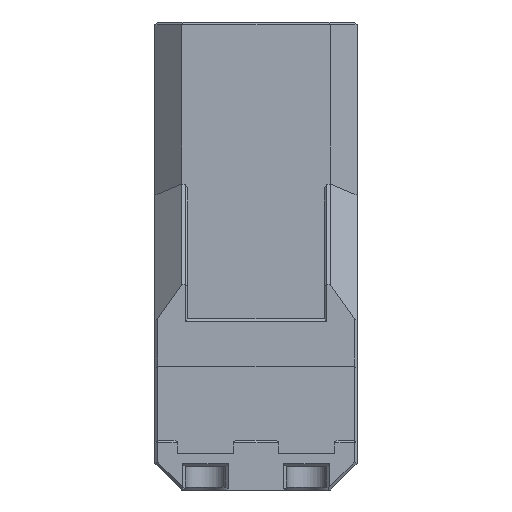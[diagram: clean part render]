
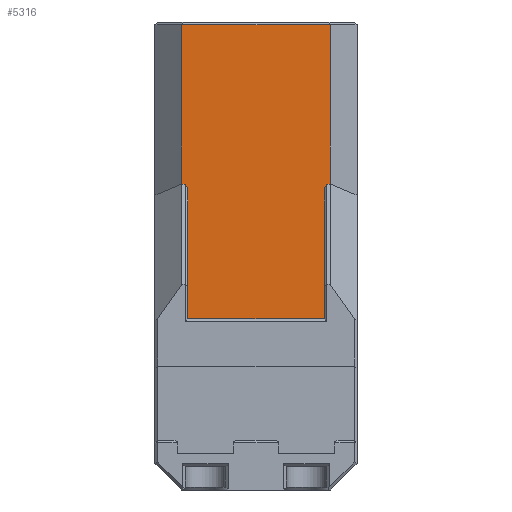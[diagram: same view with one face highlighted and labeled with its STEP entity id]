
A CAD part, front view. The second image highlights one B-rep face of the part: STEP entity #5316.
In plain terms, the highlighted planar face has unit normal (0, -1, 0).
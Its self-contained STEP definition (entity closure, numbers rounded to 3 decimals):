
#58 = LINE ( 'NONE', #2230, #5165 ) ;
#183 = CARTESIAN_POINT ( 'NONE',  ( 46.101, 36.405, 53.288 ) ) ;
#252 = LINE ( 'NONE', #3428, #6076 ) ;
#450 = EDGE_CURVE ( 'NONE', #6971, #6676, #6803, .T. ) ;
#712 = VECTOR ( 'NONE', #1990, 1000. ) ;
#741 = ORIENTED_EDGE ( 'NONE', *, *, #2056, .T. ) ;
#852 = CARTESIAN_POINT ( 'NONE',  ( 0., 36.402, 25.4 ) ) ;
#884 = DIRECTION ( 'NONE',  ( 0., 0., -1. ) ) ;
#1143 = LINE ( 'NONE', #5304, #2576 ) ;
#1222 = LINE ( 'NONE', #6460, #3364 ) ;
#1291 = CARTESIAN_POINT ( 'NONE',  ( 19., 36.404, 45.402 ) ) ;
#1536 = VECTOR ( 'NONE', #6640, 1000. ) ;
#1763 = PLANE ( 'NONE',  #6155 ) ;
#1823 = CARTESIAN_POINT ( 'NONE',  ( 19.875, 36.402, 25.4 ) ) ;
#1990 = DIRECTION ( 'NONE',  ( 1., 0., 0. ) ) ;
#2003 = ORIENTED_EDGE ( 'NONE', *, *, #6873, .T. ) ;
#2056 = EDGE_CURVE ( 'NONE', #2973, #5181, #4687, .T. ) ;
#2132 = EDGE_CURVE ( 'NONE', #4965, #5181, #3208, .T. ) ;
#2145 = CARTESIAN_POINT ( 'NONE',  ( 41., 36.407, 69.06 ) ) ;
#2230 = CARTESIAN_POINT ( 'NONE',  ( 45., 36.407, 69.06 ) ) ;
#2287 = FACE_OUTER_BOUND ( 'NONE', #3102, .T. ) ;
#2331 = CARTESIAN_POINT ( 'NONE',  ( 41., 36.404, 45.402 ) ) ;
#2424 = ORIENTED_EDGE ( 'NONE', *, *, #6747, .T. ) ;
#2448 = CARTESIAN_POINT ( 'NONE',  ( 40.125, 36.405, 54.067 ) ) ;
#2505 = CARTESIAN_POINT ( 'NONE',  ( 19., 36.405, 54.067 ) ) ;
#2512 = ORIENTED_EDGE ( 'NONE', *, *, #2132, .F. ) ;
#2576 = VECTOR ( 'NONE', #5973, 1000. ) ;
#2973 = VERTEX_POINT ( 'NONE', #6011 ) ;
#3102 = EDGE_LOOP ( 'NONE', ( #2003, #5841, #3563, #6559, #2424, #5467, #6551, #6872, #741, #2512 ) ) ;
#3196 = DIRECTION ( 'NONE',  ( 0., 0., 1. ) ) ;
#3208 = LINE ( 'NONE', #6482, #3774 ) ;
#3364 = VECTOR ( 'NONE', #5450, 1000. ) ;
#3395 = VERTEX_POINT ( 'NONE', #6203 ) ;
#3428 = CARTESIAN_POINT ( 'NONE',  ( 41., 36.405, 54.067 ) ) ;
#3543 = DIRECTION ( 'NONE',  ( 0., 0., -1. ) ) ;
#3563 = ORIENTED_EDGE ( 'NONE', *, *, #3981, .T. ) ;
#3565 = VECTOR ( 'NONE', #4036, 1000. ) ;
#3774 = VECTOR ( 'NONE', #5923, 1000. ) ;
#3892 = CARTESIAN_POINT ( 'NONE',  ( 45., 36.405, 54.067 ) ) ;
#3981 = EDGE_CURVE ( 'NONE', #3395, #6922, #4105, .T. ) ;
#4036 = DIRECTION ( 'NONE',  ( -1., 0., 0. ) ) ;
#4072 = VERTEX_POINT ( 'NONE', #2145 ) ;
#4105 = LINE ( 'NONE', #2505, #4467 ) ;
#4459 = CARTESIAN_POINT ( 'NONE',  ( 78.6, 36.404, 45.402 ) ) ;
#4467 = VECTOR ( 'NONE', #3543, 1000. ) ;
#4545 = EDGE_CURVE ( 'NONE', #6547, #6971, #1143, .T. ) ;
#4687 = LINE ( 'NONE', #183, #1536 ) ;
#4727 = VERTEX_POINT ( 'NONE', #5727 ) ;
#4822 = VECTOR ( 'NONE', #884, 1000. ) ;
#4965 = VERTEX_POINT ( 'NONE', #2331 ) ;
#4983 = DIRECTION ( 'NONE',  ( 0., 0., 1. ) ) ;
#5141 = CARTESIAN_POINT ( 'NONE',  ( 40.125, 36.402, 25.4 ) ) ;
#5165 = VECTOR ( 'NONE', #6334, 1000. ) ;
#5181 = VERTEX_POINT ( 'NONE', #6925 ) ;
#5304 = CARTESIAN_POINT ( 'NONE',  ( 19.875, 36.4, -3.063 ) ) ;
#5316 = ADVANCED_FACE ( 'NONE', ( #2287 ), #1763, .F. ) ;
#5374 = EDGE_CURVE ( 'NONE', #4727, #6922, #6647, .T. ) ;
#5450 = DIRECTION ( 'NONE',  ( 0.577, 0., -0.817 ) ) ;
#5467 = ORIENTED_EDGE ( 'NONE', *, *, #4545, .T. ) ;
#5680 = LINE ( 'NONE', #2448, #4822 ) ;
#5727 = CARTESIAN_POINT ( 'NONE',  ( 19.475, 36.404, 45.402 ) ) ;
#5841 = ORIENTED_EDGE ( 'NONE', *, *, #6474, .T. ) ;
#5923 = DIRECTION ( 'NONE',  ( -1., 0., 0. ) ) ;
#5973 = DIRECTION ( 'NONE',  ( 0., 0., -1. ) ) ;
#6011 = CARTESIAN_POINT ( 'NONE',  ( 40.125, 36.404, 44.836 ) ) ;
#6054 = DIRECTION ( 'NONE',  ( 0., 1., 0. ) ) ;
#6076 = VECTOR ( 'NONE', #4983, 1000. ) ;
#6129 = CARTESIAN_POINT ( 'NONE',  ( 19.875, 36.404, 44.836 ) ) ;
#6155 = AXIS2_PLACEMENT_3D ( 'NONE', #3892, #6054, #3196 ) ;
#6203 = CARTESIAN_POINT ( 'NONE',  ( 19., 36.407, 69.06 ) ) ;
#6334 = DIRECTION ( 'NONE',  ( -1., 0., 0. ) ) ;
#6341 = EDGE_CURVE ( 'NONE', #2973, #6676, #5680, .T. ) ;
#6460 = CARTESIAN_POINT ( 'NONE',  ( 23.898, 36.404, 39.147 ) ) ;
#6474 = EDGE_CURVE ( 'NONE', #4072, #3395, #58, .T. ) ;
#6482 = CARTESIAN_POINT ( 'NONE',  ( 78.6, 36.404, 45.402 ) ) ;
#6547 = VERTEX_POINT ( 'NONE', #6129 ) ;
#6551 = ORIENTED_EDGE ( 'NONE', *, *, #450, .T. ) ;
#6559 = ORIENTED_EDGE ( 'NONE', *, *, #5374, .F. ) ;
#6640 = DIRECTION ( 'NONE',  ( 0.577, 0., 0.817 ) ) ;
#6647 = LINE ( 'NONE', #4459, #3565 ) ;
#6676 = VERTEX_POINT ( 'NONE', #5141 ) ;
#6747 = EDGE_CURVE ( 'NONE', #4727, #6547, #1222, .T. ) ;
#6803 = LINE ( 'NONE', #852, #712 ) ;
#6872 = ORIENTED_EDGE ( 'NONE', *, *, #6341, .F. ) ;
#6873 = EDGE_CURVE ( 'NONE', #4965, #4072, #252, .T. ) ;
#6922 = VERTEX_POINT ( 'NONE', #1291 ) ;
#6925 = CARTESIAN_POINT ( 'NONE',  ( 40.525, 36.404, 45.402 ) ) ;
#6971 = VERTEX_POINT ( 'NONE', #1823 ) ;
